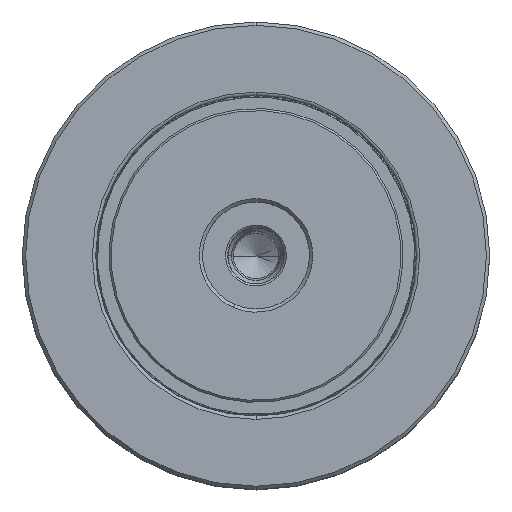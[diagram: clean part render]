
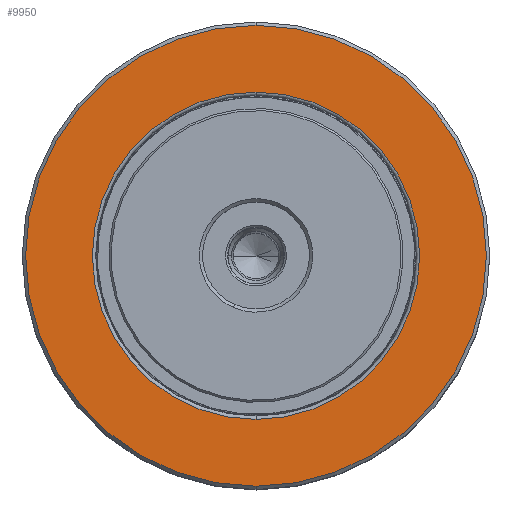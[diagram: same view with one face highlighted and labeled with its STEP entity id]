
A CAD part, top view. The second image highlights one B-rep face of the part: STEP entity #9950.
In plain terms, the highlighted face is planar.
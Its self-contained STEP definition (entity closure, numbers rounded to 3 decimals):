
#397 = ORIENTED_EDGE ( 'NONE', *, *, #31830, .T. ) ;
#993 = EDGE_CURVE ( 'NONE', #36921, #17164, #37982, .T. ) ;
#3205 = DIRECTION ( 'NONE',  ( 0., 0., 1. ) ) ;
#3389 = CARTESIAN_POINT ( 'NONE',  ( 34.5, 35.687, 0. ) ) ;
#4646 = ORIENTED_EDGE ( 'NONE', *, *, #12726, .T. ) ;
#7780 = CARTESIAN_POINT ( 'NONE',  ( 0., 35.687, 0. ) ) ;
#8041 = EDGE_CURVE ( 'NONE', #17164, #36921, #16028, .T. ) ;
#8440 = AXIS2_PLACEMENT_3D ( 'NONE', #3389, #15713, #3205 ) ;
#8660 = CARTESIAN_POINT ( 'NONE',  ( 0., 35.687, 34.5 ) ) ;
#9928 = ORIENTED_EDGE ( 'NONE', *, *, #993, .F. ) ;
#9950 = ADVANCED_FACE ( 'NONE', ( #36880, #26677 ), #43916, .T. ) ;
#10622 = CIRCLE ( 'NONE', #31007, 24.5 ) ;
#12726 = EDGE_CURVE ( 'NONE', #50122, #40984, #10622, .T. ) ;
#15713 = DIRECTION ( 'NONE',  ( 0., 1., 0. ) ) ;
#16028 = CIRCLE ( 'NONE', #41172, 34.5 ) ;
#17164 = VERTEX_POINT ( 'NONE', #8660 ) ;
#18692 = DIRECTION ( 'NONE',  ( 0., -1., 0. ) ) ;
#19726 = DIRECTION ( 'NONE',  ( 0., 0., -1. ) ) ;
#19907 = DIRECTION ( 'NONE',  ( 0., -1., 0. ) ) ;
#20121 = CARTESIAN_POINT ( 'NONE',  ( 0., 35.687, -24.5 ) ) ;
#21893 = EDGE_LOOP ( 'NONE', ( #397, #4646 ) ) ;
#26677 = FACE_OUTER_BOUND ( 'NONE', #43832, .T. ) ;
#28657 = DIRECTION ( 'NONE',  ( 0., 0., -1. ) ) ;
#31007 = AXIS2_PLACEMENT_3D ( 'NONE', #44920, #45099, #28657 ) ;
#31830 = EDGE_CURVE ( 'NONE', #40984, #50122, #52168, .T. ) ;
#34878 = AXIS2_PLACEMENT_3D ( 'NONE', #39224, #18692, #39039 ) ;
#35861 = CARTESIAN_POINT ( 'NONE',  ( 0., 35.687, -34.5 ) ) ;
#36880 = FACE_BOUND ( 'NONE', #21893, .T. ) ;
#36921 = VERTEX_POINT ( 'NONE', #35861 ) ;
#37807 = AXIS2_PLACEMENT_3D ( 'NONE', #40433, #19907, #19726 ) ;
#37982 = CIRCLE ( 'NONE', #34878, 34.5 ) ;
#39039 = DIRECTION ( 'NONE',  ( 0., 0., -1. ) ) ;
#39224 = CARTESIAN_POINT ( 'NONE',  ( 0., 35.687, 0. ) ) ;
#40064 = DIRECTION ( 'NONE',  ( 0., 0., -1. ) ) ;
#40433 = CARTESIAN_POINT ( 'NONE',  ( 0., 35.687, 0. ) ) ;
#40984 = VERTEX_POINT ( 'NONE', #20121 ) ;
#41172 = AXIS2_PLACEMENT_3D ( 'NONE', #7780, #52732, #40064 ) ;
#41997 = ORIENTED_EDGE ( 'NONE', *, *, #8041, .F. ) ;
#42443 = CARTESIAN_POINT ( 'NONE',  ( 0., 35.687, 24.5 ) ) ;
#43832 = EDGE_LOOP ( 'NONE', ( #9928, #41997 ) ) ;
#43916 = PLANE ( 'NONE',  #8440 ) ;
#44920 = CARTESIAN_POINT ( 'NONE',  ( 0., 35.687, 0. ) ) ;
#45099 = DIRECTION ( 'NONE',  ( 0., -1., 0. ) ) ;
#50122 = VERTEX_POINT ( 'NONE', #42443 ) ;
#52168 = CIRCLE ( 'NONE', #37807, 24.5 ) ;
#52732 = DIRECTION ( 'NONE',  ( 0., -1., 0. ) ) ;
